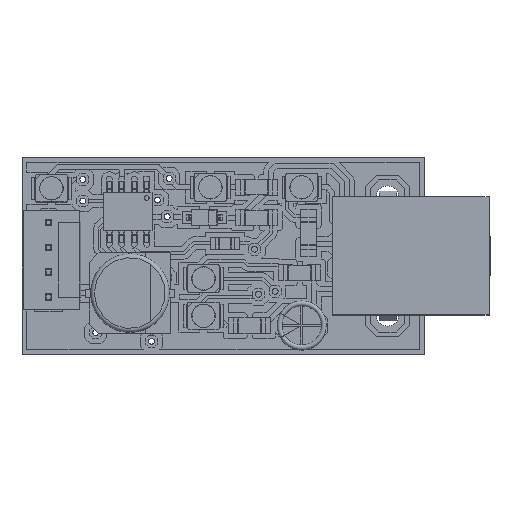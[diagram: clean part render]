
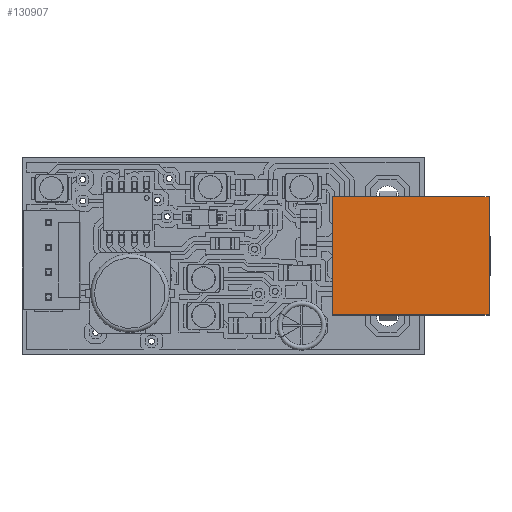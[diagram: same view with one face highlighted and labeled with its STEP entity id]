
A CAD part, top view. The second image highlights one B-rep face of the part: STEP entity #130907.
In plain terms, the highlighted planar face has unit normal (0, 0, 1).
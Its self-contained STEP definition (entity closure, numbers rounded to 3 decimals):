
#130810=CARTESIAN_POINT('',(32.2,-6.02,11.52));
#130811=VERTEX_POINT('',#130810);
#130812=CARTESIAN_POINT('',(16.2,-6.02,11.52));
#130813=VERTEX_POINT('',#130812);
#130814=CARTESIAN_POINT('',(32.2,6.02,11.52));
#130815=VERTEX_POINT('',#130814);
#130816=CARTESIAN_POINT('',(16.2,6.02,11.52));
#130817=VERTEX_POINT('',#130816);
#130830=DIRECTION('',(0.,12.04,0.));
#130831=VECTOR('',#130830,1.);
#130832=LINE('',#130810,#130831);
#130833=DIRECTION('',(0.,12.04,0.));
#130834=VECTOR('',#130833,1.);
#130835=LINE('',#130812,#130834);
#130848=DIRECTION('',(-16.,0.,0.));
#130849=VECTOR('',#130848,1.);
#130850=LINE('',#130810,#130849);
#130851=DIRECTION('',(-16.,0.,0.));
#130852=VECTOR('',#130851,1.);
#130853=LINE('',#130814,#130852);
#130872=EDGE_CURVE('',#130811,#130815,#130832,.T.);
#130873=ORIENTED_EDGE('',*,*,#130872,.T.);
#130875=EDGE_CURVE('',#130813,#130817,#130835,.T.);
#130877=ORIENTED_EDGE('',*,*,#130875,.F.);
#130878=EDGE_CURVE('',#130811,#130813,#130850,.T.);
#130880=ORIENTED_EDGE('',*,*,#130878,.F.);
#130887=EDGE_CURVE('',#130815,#130817,#130853,.T.);
#130888=ORIENTED_EDGE('',*,*,#130887,.T.);
#130902=EDGE_LOOP('',(#130880,#130873,#130888,#130877));
#130903=FACE_OUTER_BOUND('',#130902,.T.);
#130904=DIRECTION('',(0.,0.,10.62));
#130905=AXIS2_PLACEMENT_3D('',#130810,#130904,$);
#130906=PLANE('',#130905);
#130907=ADVANCED_FACE('',(#130903),#130906,.T.);
